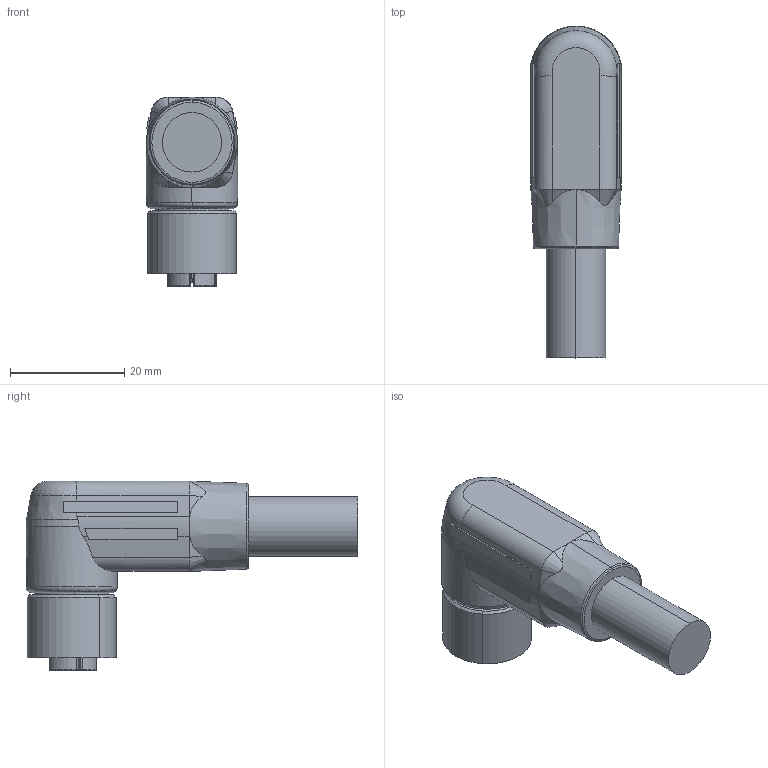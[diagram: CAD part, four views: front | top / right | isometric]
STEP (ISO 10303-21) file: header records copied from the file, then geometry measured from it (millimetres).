
FILE_DESCRIPTION((''),'2;1');
FILE_NAME('CAD-7291','2021-07-28T12:45:39',('creinig-se'),(''),'CREO PARAMETRIC BY PTC INC, 2019292','CREO PARAMETRIC BY PTC INC, 2019292','');
FILE_SCHEMA(('CONFIG_CONTROL_DESIGN','SHAPE_APPEARANCE_LAYERS_GROUPS'));
Length unit declared in the file: millimetre
Products named in the file (1): CAD-7291
Bounding box: 16 x 58.1 x 33.2 mm (x, y, z)
Volume: 12328.1 mm3; surface area: 4813 mm2
Topology: 1 solids, 1 shells, 510 faces, 1316 edges, 834 vertices
Faces by surface type: plane 148, torus 145, cylinder 123, cone 59, bspline 23, extrusion 12
Entity records: 25445 total; most frequent: CARTESIAN_POINT 5326, DIRECTION 2624, ORIENTED_EDGE 2616, PRESENTATION_STYLE_ASSIGNMENT 1624, STYLED_ITEM 1312, CURVE_STYLE 1311, EDGE_CURVE 1308, AXIS2_PLACEMENT_3D 1076
